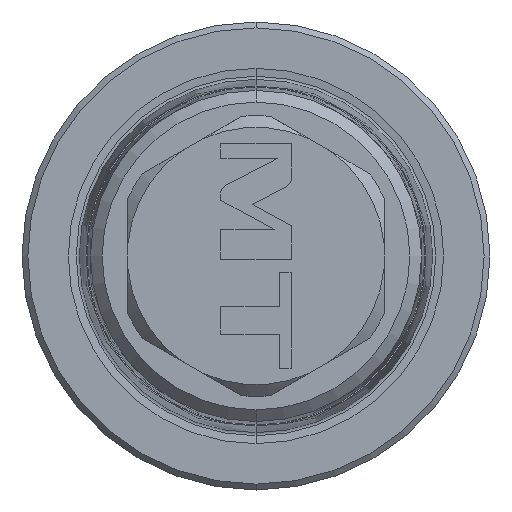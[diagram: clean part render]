
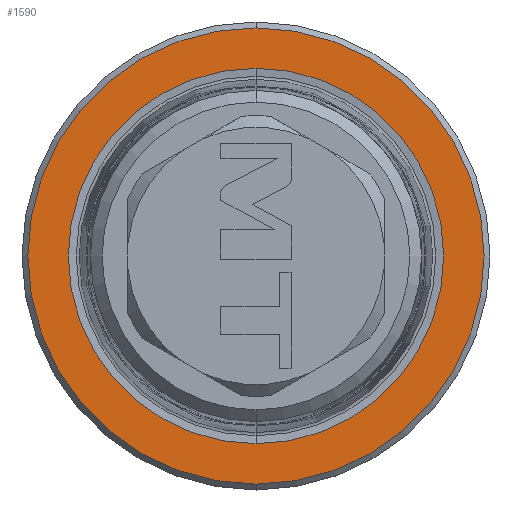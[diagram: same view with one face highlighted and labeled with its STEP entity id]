
A CAD part, front view. The second image highlights one B-rep face of the part: STEP entity #1590.
In plain terms, the highlighted planar face has unit normal (0, -1, 0).
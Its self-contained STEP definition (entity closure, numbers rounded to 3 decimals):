
#207=CARTESIAN_POINT('',(0.,0.,0.));
#208=DIRECTION('',(0.,1.,0.));
#209=DIRECTION('',(0.,0.,-1.));
#210=AXIS2_PLACEMENT_3D('',#207,#208,#209);
#212=CARTESIAN_POINT('',(0.,0.,0.));
#213=DIRECTION('',(0.,1.,0.));
#214=DIRECTION('',(0.,0.,1.));
#215=AXIS2_PLACEMENT_3D('',#212,#213,#214);
#217=CARTESIAN_POINT('',(0.,0.,0.));
#218=DIRECTION('',(0.,-1.,0.));
#219=DIRECTION('',(0.,0.,1.));
#220=AXIS2_PLACEMENT_3D('',#217,#218,#219);
#222=CARTESIAN_POINT('',(0.,0.,0.));
#223=DIRECTION('',(0.,-1.,0.));
#224=DIRECTION('',(0.,0.,-1.));
#225=AXIS2_PLACEMENT_3D('',#222,#223,#224);
#995=CARTESIAN_POINT('',(0.,0.,-19.5));
#996=CARTESIAN_POINT('',(0.,0.,19.5));
#997=VERTEX_POINT('',#995);
#998=VERTEX_POINT('',#996);
#1099=CARTESIAN_POINT('',(0.,0.,16.043));
#1100=CARTESIAN_POINT('',(0.,0.,-16.043));
#1101=VERTEX_POINT('',#1099);
#1102=VERTEX_POINT('',#1100);
#1575=CARTESIAN_POINT('',(0.,0.,0.));
#1576=DIRECTION('',(0.,-1.,0.));
#1577=DIRECTION('',(0.,0.,-1.));
#1578=AXIS2_PLACEMENT_3D('',#1575,#1576,#1577);
#1579=PLANE('',#1578);
#1580=ORIENTED_EDGE('',*,*,#1557,.T.);
#1581=ORIENTED_EDGE('',*,*,#1542,.T.);
#1582=EDGE_LOOP('',(#1580,#1581));
#1583=FACE_OUTER_BOUND('',#1582,.F.);
#1585=ORIENTED_EDGE('',*,*,#1584,.T.);
#1587=ORIENTED_EDGE('',*,*,#1586,.T.);
#1588=EDGE_LOOP('',(#1585,#1587));
#1589=FACE_BOUND('',#1588,.F.);
#1590=ADVANCED_FACE('',(#1583,#1589),#1579,.T.);
#211=CIRCLE('',#210,19.5);
#216=CIRCLE('',#215,19.5);
#221=CIRCLE('',#220,16.043);
#226=CIRCLE('',#225,16.043);
#1542=EDGE_CURVE('',#998,#997,#216,.T.);
#1557=EDGE_CURVE('',#997,#998,#211,.T.);
#1584=EDGE_CURVE('',#1101,#1102,#221,.T.);
#1586=EDGE_CURVE('',#1102,#1101,#226,.T.);
